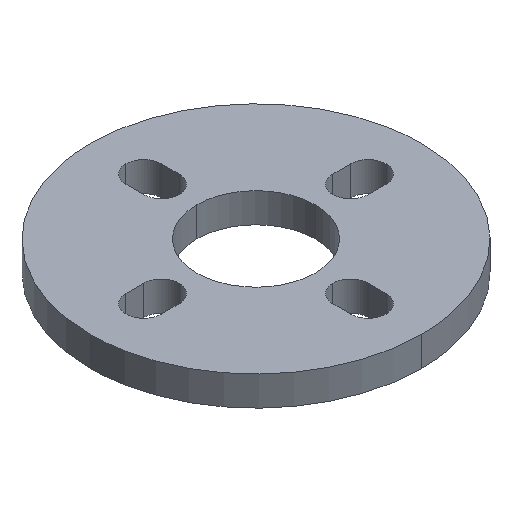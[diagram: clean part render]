
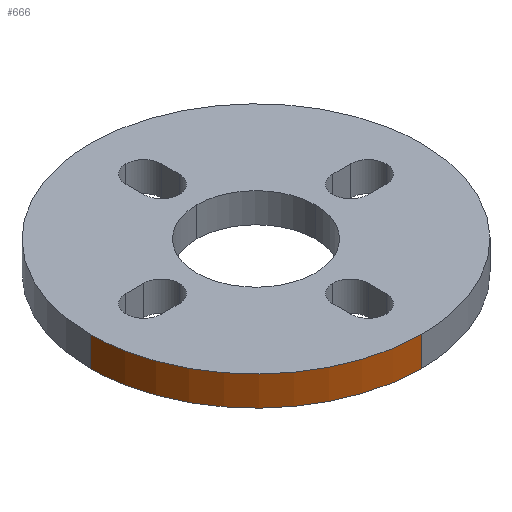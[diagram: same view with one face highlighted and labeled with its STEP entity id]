
A CAD part, isometric view. The second image highlights one B-rep face of the part: STEP entity #666.
In plain terms, the highlighted free-form (B-spline) face has degree [3, 1] with [4, 2] control points.
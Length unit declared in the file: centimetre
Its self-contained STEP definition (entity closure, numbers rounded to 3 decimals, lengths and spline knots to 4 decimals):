
#68=FACE_OUTER_BOUND('',#102,.T.);
#102=EDGE_LOOP('',(#540,#541,#542,#543));
#138=B_SPLINE_CURVE_WITH_KNOTS('',3,(#1244,#1245,#1246,#1247),
 .UNSPECIFIED.,.F.,.F.,(4,4),(-2.21,0.),.UNSPECIFIED.);
#186=LINE('',#1229,#234);
#187=LINE('',#1248,#235);
#234=VECTOR('',#746,0.25);
#235=VECTOR('',#747,0.25);
#258=(
BOUNDED_CURVE()
B_SPLINE_CURVE(3,(#1239,#1240,#1241,#1242),.UNSPECIFIED.,.F.,.F.)
B_SPLINE_CURVE_WITH_KNOTS((4,4),(0.,1.),.UNSPECIFIED.)
CURVE()
GEOMETRIC_REPRESENTATION_ITEM()
RATIONAL_B_SPLINE_CURVE((1.,1.,1.,1.))
REPRESENTATION_ITEM('')
);
#320=VERTEX_POINT('',#1219);
#321=VERTEX_POINT('',#1224);
#322=VERTEX_POINT('',#1238);
#323=VERTEX_POINT('',#1243);
#414=EDGE_CURVE('',#320,#321,#186,.T.);
#415=EDGE_CURVE('',#322,#320,#258,.T.);
#416=EDGE_CURVE('',#323,#321,#138,.T.);
#417=EDGE_CURVE('',#322,#323,#187,.T.);
#540=ORIENTED_EDGE('',*,*,#415,.T.);
#541=ORIENTED_EDGE('',*,*,#414,.T.);
#542=ORIENTED_EDGE('',*,*,#416,.F.);
#543=ORIENTED_EDGE('',*,*,#417,.F.);
#634=(
BOUNDED_SURFACE()
B_SPLINE_SURFACE(3,1,((#1230,#1231),(#1232,#1233),(#1234,#1235),(#1236,
#1237)),.UNSPECIFIED.,.F.,.F.,.F.)
B_SPLINE_SURFACE_WITH_KNOTS((4,4),(2,2),(0.,1.),(-1.978,2.5),
 .UNSPECIFIED.)
GEOMETRIC_REPRESENTATION_ITEM()
RATIONAL_B_SPLINE_SURFACE(((1.,1.),(1.,1.),(1.,1.),(1.,1.)))
REPRESENTATION_ITEM('')
SURFACE()
);
#666=ADVANCED_FACE('',(#68),#634,.T.);
#746=DIRECTION('',(0.,0.,-1.));
#747=DIRECTION('',(0.,0.,-1.));
#1219=CARTESIAN_POINT('',(-4.9314,2.4528,0.2488));
#1224=CARTESIAN_POINT('',(-4.9314,2.4528,-0.0012));
#1229=CARTESIAN_POINT('',(-4.9314,2.4528,0.2488));
#1230=CARTESIAN_POINT('Ctrl Pts',(-3.5314,1.0528,0.9466));
#1231=CARTESIAN_POINT('Ctrl Pts',(-3.5314,1.0528,-0.6331));
#1232=CARTESIAN_POINT('Ctrl Pts',(-4.3046,1.0528,0.9466));
#1233=CARTESIAN_POINT('Ctrl Pts',(-4.3046,1.0528,-0.6331));
#1234=CARTESIAN_POINT('Ctrl Pts',(-4.9314,1.6796,0.9466));
#1235=CARTESIAN_POINT('Ctrl Pts',(-4.9314,1.6796,-0.6331));
#1236=CARTESIAN_POINT('Ctrl Pts',(-4.9314,2.4528,0.9466));
#1237=CARTESIAN_POINT('Ctrl Pts',(-4.9314,2.4528,-0.6331));
#1238=CARTESIAN_POINT('',(-3.5314,1.0528,0.2488));
#1239=CARTESIAN_POINT('Ctrl Pts',(-3.5314,1.0528,0.2488));
#1240=CARTESIAN_POINT('Ctrl Pts',(-4.3046,1.0528,0.2488));
#1241=CARTESIAN_POINT('Ctrl Pts',(-4.9314,1.6796,0.2488));
#1242=CARTESIAN_POINT('Ctrl Pts',(-4.9314,2.4528,0.2488));
#1243=CARTESIAN_POINT('',(-3.5314,1.0528,-0.0012));
#1244=CARTESIAN_POINT('Ctrl Pts',(-3.5314,1.0528,-0.0012));
#1245=CARTESIAN_POINT('Ctrl Pts',(-4.3046,1.0528,-0.0012));
#1246=CARTESIAN_POINT('Ctrl Pts',(-4.9314,1.6796,-0.0012));
#1247=CARTESIAN_POINT('Ctrl Pts',(-4.9314,2.4528,-0.0012));
#1248=CARTESIAN_POINT('',(-3.5314,1.0528,0.2488));
